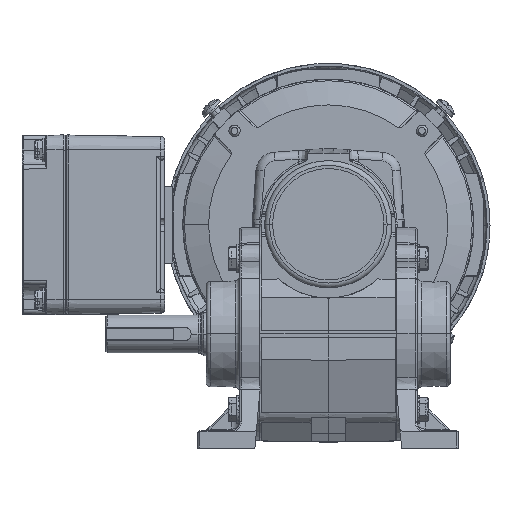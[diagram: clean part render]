
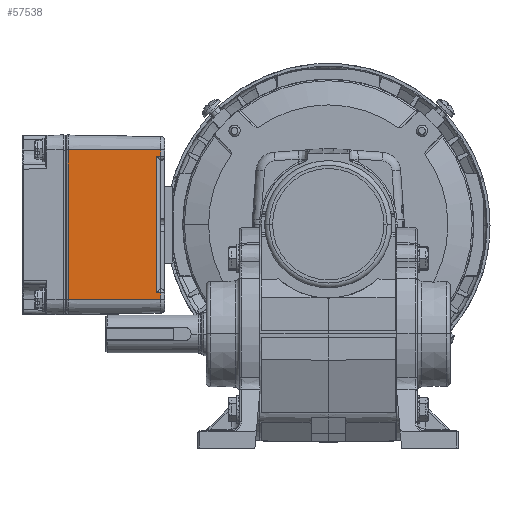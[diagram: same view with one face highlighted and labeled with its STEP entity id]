
A CAD part, top view. The second image highlights one B-rep face of the part: STEP entity #57538.
In plain terms, the highlighted face is planar.
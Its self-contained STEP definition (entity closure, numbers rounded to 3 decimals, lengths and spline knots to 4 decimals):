
#32716 = EDGE_CURVE ( 'NONE', #77430, #77379, #62291, .T. ) ;
#32718 = EDGE_CURVE ( 'NONE', #77379, #77431, #62298, .T. ) ;
#32719 = EDGE_CURVE ( 'NONE', #77432, #77431, #62299, .T. ) ;
#32720 = EDGE_CURVE ( 'NONE', #77432, #77435, #62293, .T. ) ;
#32721 = EDGE_CURVE ( 'NONE', #77435, #77437, #62306, .T. ) ;
#32722 = EDGE_CURVE ( 'NONE', #77437, #77439, #62309, .T. ) ;
#32723 = EDGE_CURVE ( 'NONE', #77439, #77441, #62313, .T. ) ;
#32724 = EDGE_CURVE ( 'NONE', #77441, #77430, #62317, .T. ) ;
#36289 = ORIENTED_EDGE ( 'NONE', *, *, #32716, .T. ) ;
#36290 = ORIENTED_EDGE ( 'NONE', *, *, #32718, .T. ) ;
#36291 = ORIENTED_EDGE ( 'NONE', *, *, #32719, .F. ) ;
#36292 = ORIENTED_EDGE ( 'NONE', *, *, #32720, .T. ) ;
#36293 = ORIENTED_EDGE ( 'NONE', *, *, #32721, .T. ) ;
#36294 = ORIENTED_EDGE ( 'NONE', *, *, #32722, .T. ) ;
#36295 = ORIENTED_EDGE ( 'NONE', *, *, #32723, .T. ) ;
#36296 = ORIENTED_EDGE ( 'NONE', *, *, #32724, .T. ) ;
#52281 = AXIS2_PLACEMENT_3D ( 'NONE', #69832, #69839, #69840 ) ;
#53809 = FACE_OUTER_BOUND ( 'NONE', #87411, .T. ) ;
#57538 = ADVANCED_FACE ( 'NONE', ( #53809 ), #69836, .T. ) ;
#62291 = LINE ( 'NONE', #62854, #62296 ) ;
#62293 = LINE ( 'NONE', #62878, #62307 ) ;
#62296 = VECTOR ( 'NONE', #62856, 39.3701 ) ;
#62298 = LINE ( 'NONE', #62875, #62301 ) ;
#62299 = LINE ( 'NONE', #62885, #62304 ) ;
#62301 = VECTOR ( 'NONE', #62866, 39.3701 ) ;
#62304 = VECTOR ( 'NONE', #62888, 39.3701 ) ;
#62306 = LINE ( 'NONE', #62894, #62311 ) ;
#62307 = VECTOR ( 'NONE', #62890, 39.3701 ) ;
#62309 = LINE ( 'NONE', #62898, #62315 ) ;
#62311 = VECTOR ( 'NONE', #62896, 39.3701 ) ;
#62313 = LINE ( 'NONE', #62903, #62318 ) ;
#62315 = VECTOR ( 'NONE', #62901, 39.3701 ) ;
#62317 = LINE ( 'NONE', #62907, #62321 ) ;
#62318 = VECTOR ( 'NONE', #62905, 39.3701 ) ;
#62321 = VECTOR ( 'NONE', #62910, 39.3701 ) ;
#62854 = CARTESIAN_POINT ( 'NONE',  ( 2., 0., -1.0925 ) ) ;
#62856 = DIRECTION ( 'NONE',  ( 0.017, 1., 0. ) ) ;
#62866 = DIRECTION ( 'NONE',  ( 0., 0., 1. ) ) ;
#62875 = CARTESIAN_POINT ( 'NONE',  ( 1.9995, -0.0305, -1.0925 ) ) ;
#62878 = CARTESIAN_POINT ( 'NONE',  ( 1.9759, -1.381, 0.9375 ) ) ;
#62885 = CARTESIAN_POINT ( 'NONE',  ( 2., 0., 1.0925 ) ) ;
#62888 = DIRECTION ( 'NONE',  ( 0.017, 1., 0. ) ) ;
#62890 = DIRECTION ( 'NONE',  ( 0., 0., -1. ) ) ;
#62894 = CARTESIAN_POINT ( 'NONE',  ( 1.9759, -1.379, 0.9964 ) ) ;
#62896 = DIRECTION ( 'NONE',  ( 0.017, 1., -0.017 ) ) ;
#62898 = CARTESIAN_POINT ( 'NONE',  ( 1.9769, -1.321, -1.0925 ) ) ;
#62901 = DIRECTION ( 'NONE',  ( 0., 0., -1. ) ) ;
#62903 = CARTESIAN_POINT ( 'NONE',  ( 1.9749, -1.439, -1.0025 ) ) ;
#62905 = DIRECTION ( 'NONE',  ( -0.017, -1., -0.017 ) ) ;
#62907 = CARTESIAN_POINT ( 'NONE',  ( 1.9759, -1.381, -1.0925 ) ) ;
#62910 = DIRECTION ( 'NONE',  ( 0., 0., -1. ) ) ;
#69832 = CARTESIAN_POINT ( 'NONE',  ( 2., 0., -1.0925 ) ) ;
#69836 = PLANE ( 'NONE',  #52281 ) ;
#69839 = DIRECTION ( 'NONE',  ( 1., -0.017, 0. ) ) ;
#69840 = DIRECTION ( 'NONE',  ( 0.017, 1., 0. ) ) ;
#77379 = VERTEX_POINT ( 'NONE', #82266 ) ;
#77430 = VERTEX_POINT ( 'NONE', #82294 ) ;
#77431 = VERTEX_POINT ( 'NONE', #82295 ) ;
#77432 = VERTEX_POINT ( 'NONE', #82296 ) ;
#77435 = VERTEX_POINT ( 'NONE', #82298 ) ;
#77437 = VERTEX_POINT ( 'NONE', #82299 ) ;
#77439 = VERTEX_POINT ( 'NONE', #82300 ) ;
#77441 = VERTEX_POINT ( 'NONE', #82301 ) ;
#82266 = CARTESIAN_POINT ( 'NONE',  ( 1.9995, -0.0305, -1.0925 ) ) ;
#82294 = CARTESIAN_POINT ( 'NONE',  ( 1.9759, -1.381, -1.0925 ) ) ;
#82295 = CARTESIAN_POINT ( 'NONE',  ( 1.9995, -0.0305, 1.0925 ) ) ;
#82296 = CARTESIAN_POINT ( 'NONE',  ( 1.9759, -1.381, 1.0925 ) ) ;
#82298 = CARTESIAN_POINT ( 'NONE',  ( 1.9759, -1.381, 0.9965 ) ) ;
#82299 = CARTESIAN_POINT ( 'NONE',  ( 1.9769, -1.321, 0.9954 ) ) ;
#82300 = CARTESIAN_POINT ( 'NONE',  ( 1.9769, -1.321, -1.0004 ) ) ;
#82301 = CARTESIAN_POINT ( 'NONE',  ( 1.9759, -1.381, -1.0015 ) ) ;
#87411 = EDGE_LOOP ( 'NONE', ( #36289, #36290, #36291, #36292, #36293, #36294, #36295, #36296 ) ) ;
